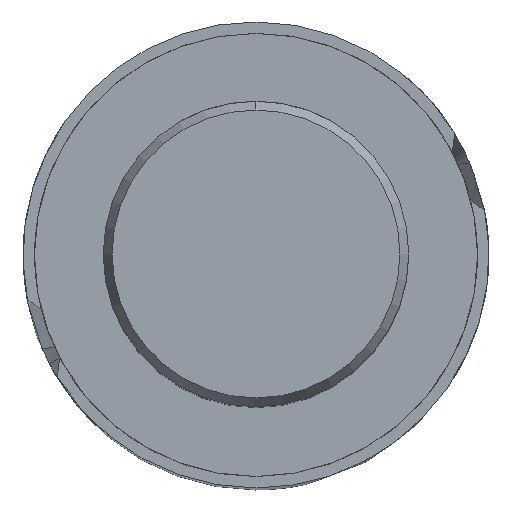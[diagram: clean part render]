
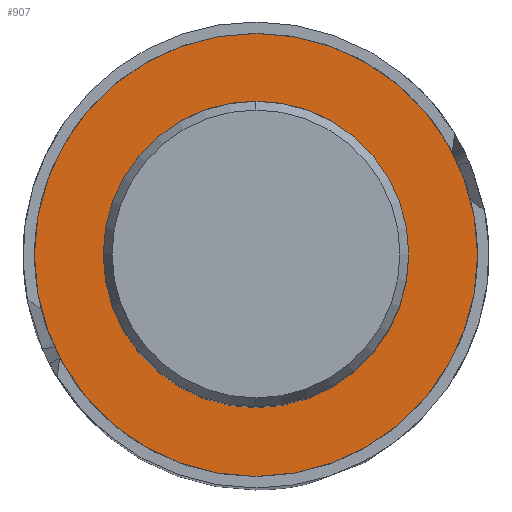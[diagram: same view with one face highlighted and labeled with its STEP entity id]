
A CAD part, top view. The second image highlights one B-rep face of the part: STEP entity #907.
In plain terms, the highlighted planar face has unit normal (0, 0, 1).
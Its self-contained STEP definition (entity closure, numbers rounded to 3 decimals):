
#593=EDGE_CURVE('',#931,#789,#1375,.T.);
#789=VERTEX_POINT('',#1584);
#907=ADVANCED_FACE('',(#1720,#1721),#1722,.T.);
#911=EDGE_CURVE('',#1009,#1087,#1726,.T.);
#931=VERTEX_POINT('',#1751);
#1009=VERTEX_POINT('',#1834);
#1025=EDGE_CURVE('',#789,#931,#1852,.T.);
#1043=EDGE_CURVE('',#1087,#1009,#1871,.T.);
#1087=VERTEX_POINT('',#1918);
#1375=CIRCLE('',#2662,29.0);
#1584=CARTESIAN_POINT('',(0.0,29.0,-70.0));
#1720=FACE_BOUND('',#3645,.T.);
#1721=FACE_OUTER_BOUND('',#3646,.T.);
#1722=PLANE('',#3647);
#1726=CIRCLE('',#3654,20.0);
#1751=CARTESIAN_POINT('',(0.,-29.0,-70.0));
#1834=CARTESIAN_POINT('',(0.0,20.0,-70.0));
#1852=CIRCLE('',#4443,29.0);
#1871=CIRCLE('',#4469,20.0);
#1918=CARTESIAN_POINT('',(0.,-20.0,-70.0));
#2662=AXIS2_PLACEMENT_3D('',#4977,#4978,#4979);
#3645=EDGE_LOOP('',(#5380,#5381));
#3646=EDGE_LOOP('',(#5382,#5383));
#3647=AXIS2_PLACEMENT_3D('',#5384,#5385,#5386);
#3654=AXIS2_PLACEMENT_3D('',#5388,#5389,#5390);
#4443=AXIS2_PLACEMENT_3D('',#5538,#5539,#5540);
#4469=AXIS2_PLACEMENT_3D('',#5562,#5563,#5564);
#4977=CARTESIAN_POINT('',(0.0,0.0,-70.0));
#4978=DIRECTION('',(0.0,0.0,-1.0));
#4979=DIRECTION('',(0.0,1.0,0.0));
#5380=ORIENTED_EDGE('',*,*,#911,.T.);
#5381=ORIENTED_EDGE('',*,*,#1043,.T.);
#5382=ORIENTED_EDGE('',*,*,#1025,.F.);
#5383=ORIENTED_EDGE('',*,*,#593,.F.);
#5384=CARTESIAN_POINT('',(0.0,14.5,-70.0));
#5385=DIRECTION('',(-0.0,0.0,1.0));
#5386=DIRECTION('',(0.0,-1.0,0.0));
#5388=CARTESIAN_POINT('',(0.0,0.0,-70.0));
#5389=DIRECTION('',(-0.0,0.0,-1.0));
#5390=DIRECTION('',(0.0,1.0,0.0));
#5538=CARTESIAN_POINT('',(0.0,0.0,-70.0));
#5539=DIRECTION('',(0.0,0.0,-1.0));
#5540=DIRECTION('',(0.0,1.0,0.0));
#5562=CARTESIAN_POINT('',(0.0,0.0,-70.0));
#5563=DIRECTION('',(-0.0,0.0,-1.0));
#5564=DIRECTION('',(0.0,1.0,0.0));
